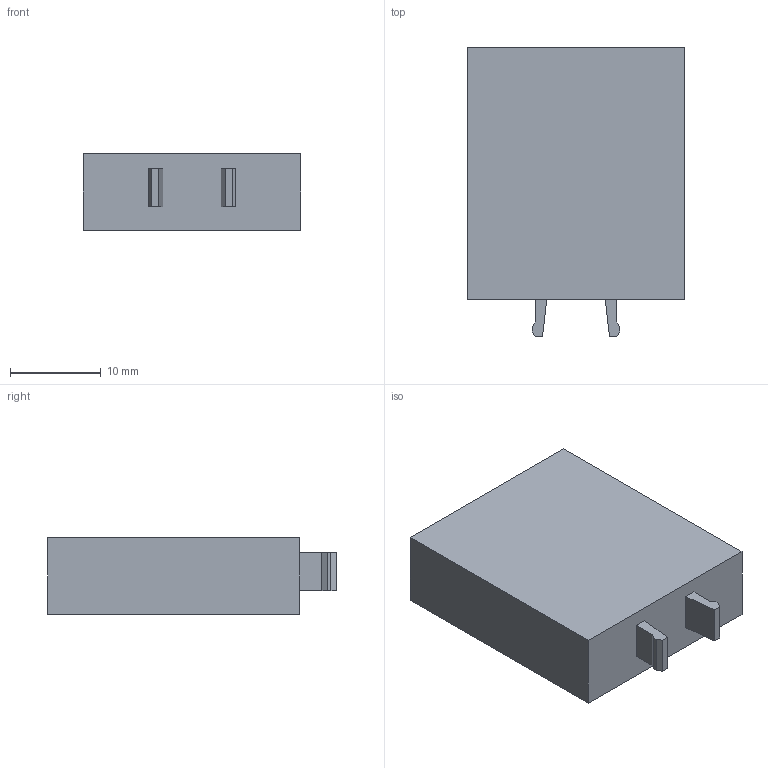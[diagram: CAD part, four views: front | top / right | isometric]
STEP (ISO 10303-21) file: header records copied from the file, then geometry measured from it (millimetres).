
FILE_DESCRIPTION((''),'2;1');
FILE_NAME('100-KFSD250.stp', '2007-11-12T14:19:44',('User'),('SDRC'),'I-DEAS Master Series 9','UNIX', 'Yes');
FILE_SCHEMA(('CONFIG_CONTROL_DESIGN', 'GEOMETRIC_VALIDATION_PROPERTIES_MIM','SHAPE_APPEARANCE_LAYER_MIM'));
Length unit declared in the file: millimetre
Bounding box: 24 x 31.9 x 8.5 mm (x, y, z)
Volume: 5720.3 mm3; surface area: 2302.5 mm2
Topology: 1 solids, 1 shells, 22 faces, 54 edges, 36 vertices
Faces by surface type: bspline 22
Entity records: 723 total; most frequent: CARTESIAN_POINT 233, ORIENTED_EDGE 108, EDGE_CURVE 54, VERTEX_POINT 36, B_SPLINE_CURVE_WITH_KNOTS 29, QUASI_UNIFORM_CURVE 25, EDGE_LOOP 24, FACE_OUTER_BOUND 22
